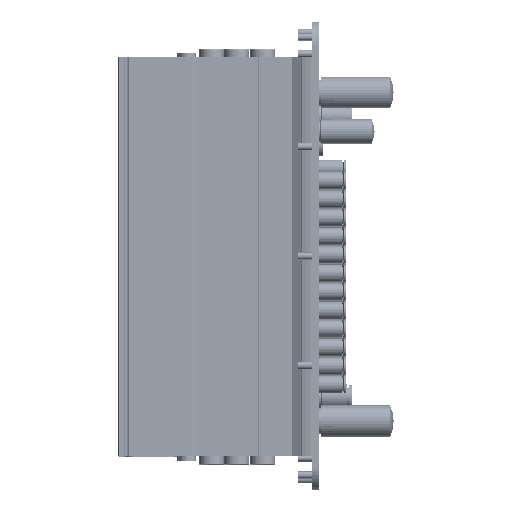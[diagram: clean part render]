
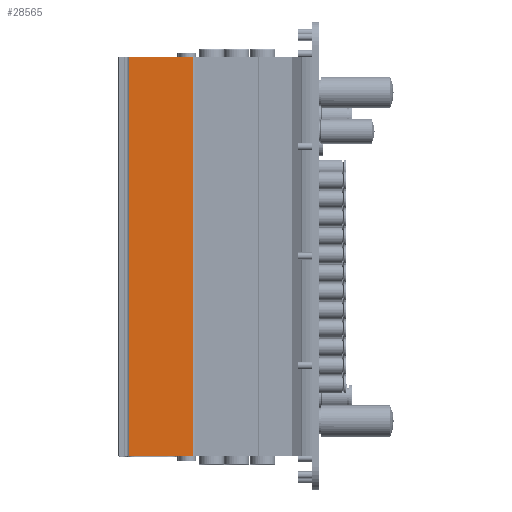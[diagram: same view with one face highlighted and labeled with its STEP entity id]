
A CAD part, front view. The second image highlights one B-rep face of the part: STEP entity #28565.
In plain terms, the highlighted planar face has unit normal (0, -1, 0).
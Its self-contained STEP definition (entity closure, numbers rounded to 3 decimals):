
#4972=FACE_OUTER_BOUND('',#7250,.T.);
#7250=EDGE_LOOP('',(#21729,#21730,#21731,#21732));
#9536=LINE('',#45560,#11509);
#9537=LINE('',#45564,#11510);
#9538=LINE('',#45566,#11511);
#9539=LINE('',#45567,#11512);
#11509=VECTOR('',#36330,10.);
#11510=VECTOR('',#36335,10.);
#11511=VECTOR('',#36336,10.);
#11512=VECTOR('',#36337,10.);
#13862=VERTEX_POINT('',#45557);
#13863=VERTEX_POINT('',#45559);
#13864=VERTEX_POINT('',#45563);
#13865=VERTEX_POINT('',#45565);
#16913=EDGE_CURVE('',#13863,#13862,#9536,.T.);
#16915=EDGE_CURVE('',#13862,#13864,#9537,.T.);
#16916=EDGE_CURVE('',#13865,#13864,#9538,.T.);
#16917=EDGE_CURVE('',#13865,#13863,#9539,.T.);
#21729=ORIENTED_EDGE('',*,*,#16915,.T.);
#21730=ORIENTED_EDGE('',*,*,#16916,.F.);
#21731=ORIENTED_EDGE('',*,*,#16917,.T.);
#21732=ORIENTED_EDGE('',*,*,#16913,.T.);
#27278=PLANE('',#31078);
#28565=ADVANCED_FACE('',(#4972),#27278,.T.);
#31078=AXIS2_PLACEMENT_3D('',#45562,#36333,#36334);
#36330=DIRECTION('',(0.,0.,1.));
#36333=DIRECTION('center_axis',(0.,-1.,0.));
#36334=DIRECTION('ref_axis',(0.,0.,-1.));
#36335=DIRECTION('',(-1.,0.,0.));
#36336=DIRECTION('',(0.,0.,1.));
#36337=DIRECTION('',(1.,0.,0.));
#45557=CARTESIAN_POINT('',(105.5,-23.,226.));
#45559=CARTESIAN_POINT('',(105.5,-23.,0.));
#45560=CARTESIAN_POINT('',(105.5,-23.,0.));
#45562=CARTESIAN_POINT('Origin',(105.5,-23.,0.));
#45563=CARTESIAN_POINT('',(69.,-23.,226.));
#45564=CARTESIAN_POINT('',(69.,-23.,226.));
#45565=CARTESIAN_POINT('',(69.,-23.,0.));
#45566=CARTESIAN_POINT('',(69.,-23.,0.));
#45567=CARTESIAN_POINT('',(69.,-23.,0.));
